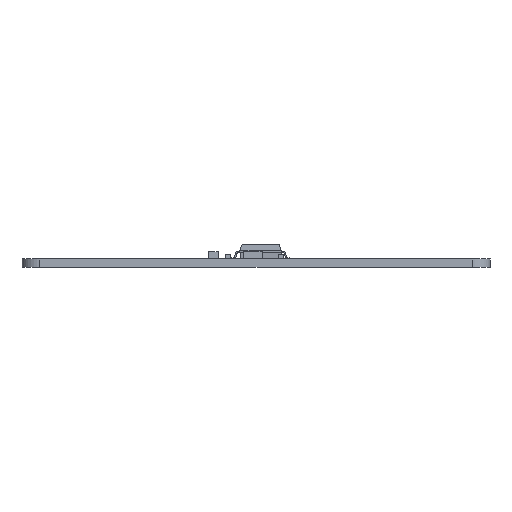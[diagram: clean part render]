
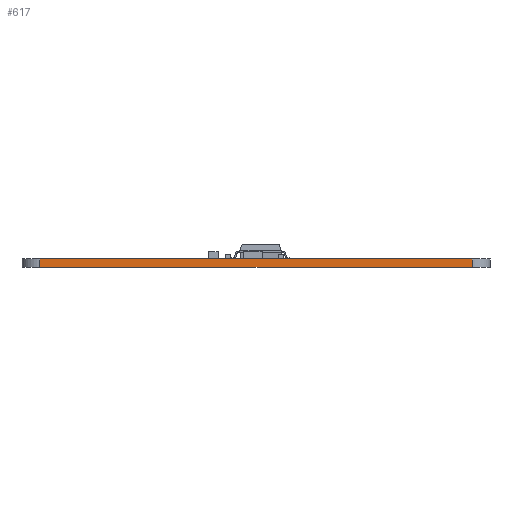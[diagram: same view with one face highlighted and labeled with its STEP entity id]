
A CAD part, front view. The second image highlights one B-rep face of the part: STEP entity #617.
In plain terms, the highlighted planar face has unit normal (0, -1, 0).
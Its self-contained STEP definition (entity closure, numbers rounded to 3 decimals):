
#617 = ADVANCED_FACE('',(#618),#652,.F.);
#618 = FACE_BOUND('',#619,.F.);
#619 = EDGE_LOOP('',(#620,#630,#638,#646));
#620 = ORIENTED_EDGE('',*,*,#621,.T.);
#621 = EDGE_CURVE('',#622,#624,#626,.T.);
#622 = VERTEX_POINT('',#623);
#623 = CARTESIAN_POINT('',(3.302,0.,-1.56)
  );
#624 = VERTEX_POINT('',#625);
#625 = CARTESIAN_POINT('',(3.302,0.,0.));
#626 = LINE('',#627,#628);
#627 = CARTESIAN_POINT('',(3.302,0.,-1.56)
  );
#628 = VECTOR('',#629,1.);
#629 = DIRECTION('',(0.,0.,1.));
#630 = ORIENTED_EDGE('',*,*,#631,.T.);
#631 = EDGE_CURVE('',#624,#632,#634,.T.);
#632 = VERTEX_POINT('',#633);
#633 = CARTESIAN_POINT('',(82.804,0.,0.)
  );
#634 = LINE('',#635,#636);
#635 = CARTESIAN_POINT('',(3.302,0.,0.));
#636 = VECTOR('',#637,1.);
#637 = DIRECTION('',(1.,0.,0.));
#638 = ORIENTED_EDGE('',*,*,#639,.F.);
#639 = EDGE_CURVE('',#640,#632,#642,.T.);
#640 = VERTEX_POINT('',#641);
#641 = CARTESIAN_POINT('',(82.804,0.,-1.56)
  );
#642 = LINE('',#643,#644);
#643 = CARTESIAN_POINT('',(82.804,0.,-1.56)
  );
#644 = VECTOR('',#645,1.);
#645 = DIRECTION('',(0.,0.,1.));
#646 = ORIENTED_EDGE('',*,*,#647,.F.);
#647 = EDGE_CURVE('',#622,#640,#648,.T.);
#648 = LINE('',#649,#650);
#649 = CARTESIAN_POINT('',(3.302,0.,-1.56));
#650 = VECTOR('',#651,1.);
#651 = DIRECTION('',(1.,0.,0.));
#652 = PLANE('',#653);
#653 = AXIS2_PLACEMENT_3D('',#654,#655,#656);
#654 = CARTESIAN_POINT('',(3.302,0.,-1.56));
#655 = DIRECTION('',(0.,1.,0.));
#656 = DIRECTION('',(1.,0.,0.));
